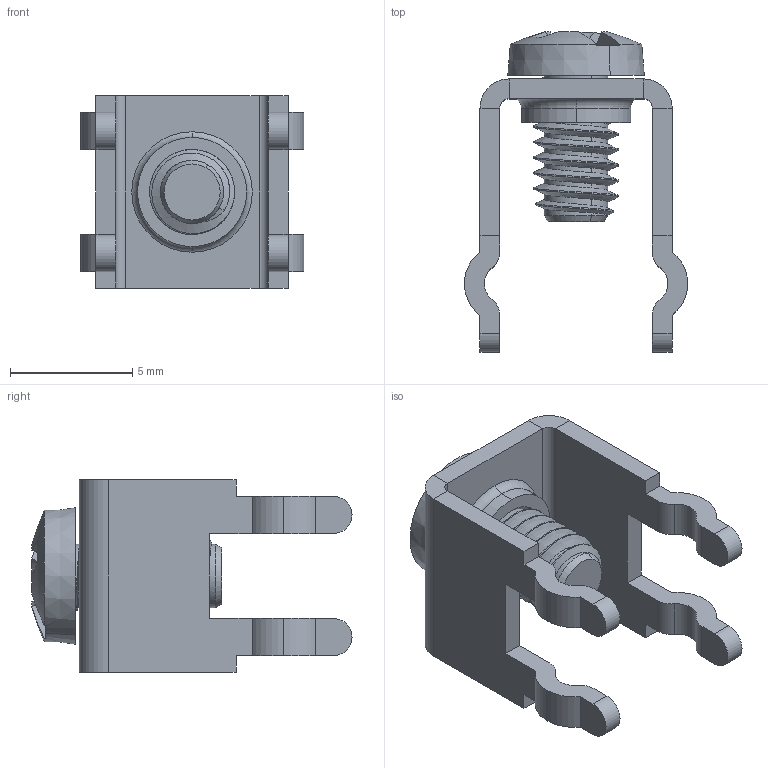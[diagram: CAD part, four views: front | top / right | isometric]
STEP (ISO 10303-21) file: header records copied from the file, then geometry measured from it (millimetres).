
FILE_DESCRIPTION (( 'STEP AP214' ), '1' );
FILE_NAME ('7696-3.STEP', '2013-04-30T13:00:21', ( 'Richard Maletta' ), ( '' ), 'SwSTEP 2.0', 'SolidWorks 2009', '' );
FILE_SCHEMA (( 'AUTOMOTIVE_DESIGN' ));
Length unit declared in the file: millimetre
Products named in the file (1): 7696-3
Bounding box: 9.14 x 13.1 x 7.87 mm (x, y, z)
Volume: 203.4 mm3; surface area: 617.6 mm2
Topology: 2 solids, 2 shells, 146 faces, 385 edges, 245 vertices
Faces by surface type: plane 61, cylinder 56, cone 14, bspline 9, torus 6
Entity records: 8885 total; most frequent: CARTESIAN_POINT 3743, ORIENTED_EDGE 766, DIRECTION 683, EDGE_CURVE 383, VERTEX_POINT 245, AXIS2_PLACEMENT_3D 240, VECTOR 203, LINE 203
